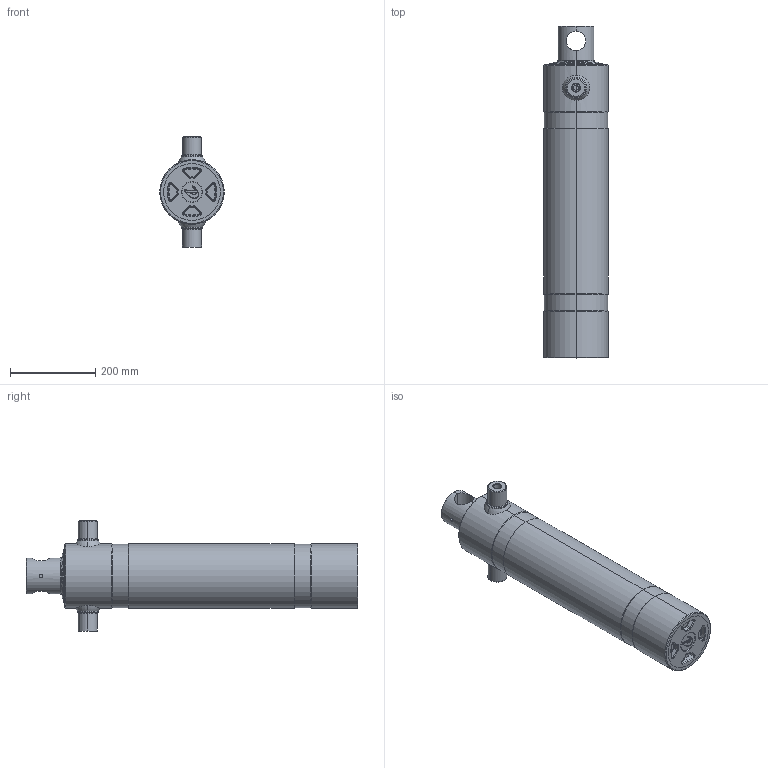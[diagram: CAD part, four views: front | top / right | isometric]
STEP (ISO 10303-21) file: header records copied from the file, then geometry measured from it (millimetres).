
FILE_DESCRIPTION (( 'STEP AP203' ), '1' );
FILE_NAME ('316.H.STEP', '2014-10-14T12:26:34', ( '' ), ( '' ), 'SwSTEP 2.0', 'SolidWorks 2013', '' );
FILE_SCHEMA (( 'CONFIG_CONTROL_DESIGN' ));
Length unit declared in the file: millimetre
Products named in the file (1): 316.H
Bounding box: 151.5 x 779 x 260.5 mm (x, y, z)
Surface area: 1054388.6 mm2 (no closed solid volume)
Topology: 0 solids, 13 shells, 224 faces, 620 edges, 389 vertices
Faces by surface type: cylinder 73, cone 68, torus 50, plane 27, bspline 5, sphere 1
Entity records: 8989 total; most frequent: CARTESIAN_POINT 3223, DIRECTION 1346, ORIENTED_EDGE 1020, EDGE_CURVE 618, AXIS2_PLACEMENT_3D 570, VERTEX_POINT 388, CIRCLE 350, EDGE_LOOP 238
